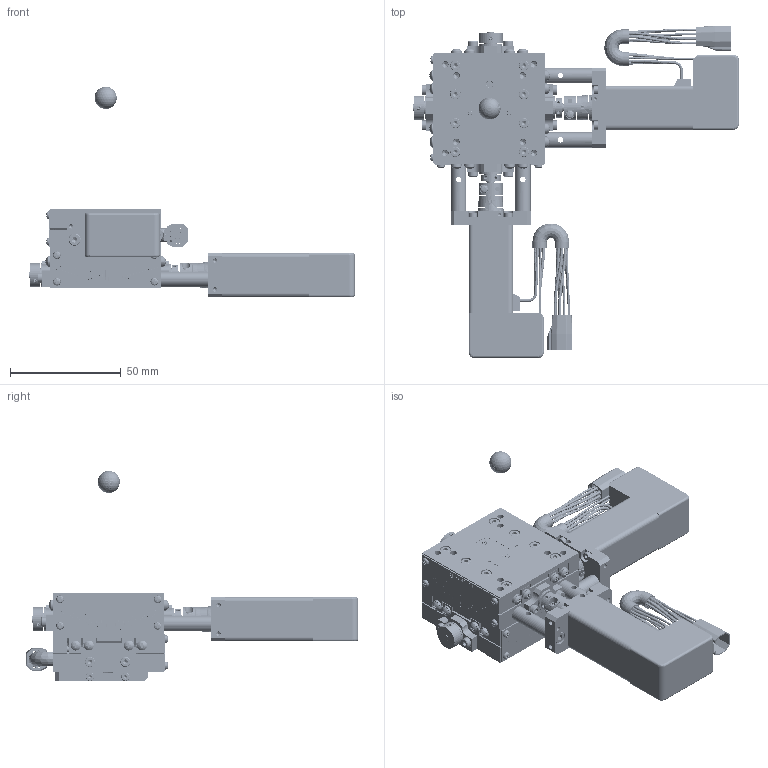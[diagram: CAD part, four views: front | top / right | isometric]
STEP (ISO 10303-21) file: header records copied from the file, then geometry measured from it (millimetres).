
FILE_DESCRIPTION( (''), '2;1');
FILE_NAME ('DR051315-0001-000-00.stp','2019-04-26T13:13:38',(''),(''),'spGate 13.4.4','','');
FILE_SCHEMA (('AUTOMOTIVE_DESIGN'));
Length unit declared in the file: millimetre
Products named in the file (19): Assembly; DR051315-0001-000-00-prt0; DR051315-0001-000-00-prt1; DR051315-0001-000-00-prt2; DR051315-0001-000-00-prt3; DR051315-0001-000-00-prt4; DR051315-0001-000-00-prt5; DR051315-0001-000-00-prt6; DR051315-0001-000-00-prt7; DR051315-0001-000-00-prt8; DR051315-0001-000-00-prt9; DR051315-0001-000-00-prt10; DR051315-0001-000-00-prt11; DR051315-0001-000-00-prt12; DR051315-0001-000-00-prt13; DR051315-0001-000-00-prt14; DR051315-0001-000-00-prt15; DR051315-0001-000-00-prt16; DR051315-0001-000-00-prt17
Assembly tree (18 placements, depth 2):
  Assembly
    DR051315-0001-000-00-prt0
    DR051315-0001-000-00-prt1
    DR051315-0001-000-00-prt2
    DR051315-0001-000-00-prt3
    DR051315-0001-000-00-prt4
    DR051315-0001-000-00-prt5
    DR051315-0001-000-00-prt6
    DR051315-0001-000-00-prt7
    DR051315-0001-000-00-prt8
    DR051315-0001-000-00-prt9
    DR051315-0001-000-00-prt10
    DR051315-0001-000-00-prt11
    DR051315-0001-000-00-prt12
    DR051315-0001-000-00-prt13
    DR051315-0001-000-00-prt14
    DR051315-0001-000-00-prt15
    DR051315-0001-000-00-prt16
    DR051315-0001-000-00-prt17
Bounding box: 147 x 149.88 x 95 mm (x, y, z)
Volume: 163759 mm3; surface area: 76622.8 mm2
Topology: 18 solids, 18 shells, 5663 faces, 14089 edges, 8674 vertices
Faces by surface type: plane 3134, cylinder 1441, bspline 1036, sphere 52
Entity records: 290938 total; most frequent: CARTESIAN_POINT 52417, ORIENTED_EDGE 27614, DIRECTION 24434, COLOUR_RGB 19487, PRESENTATION_STYLE_ASSIGNMENT 19487, STYLED_ITEM 19487, EDGE_CURVE 13807, DRAUGHTING_PRE_DEFINED_CURVE_FONT 13807
